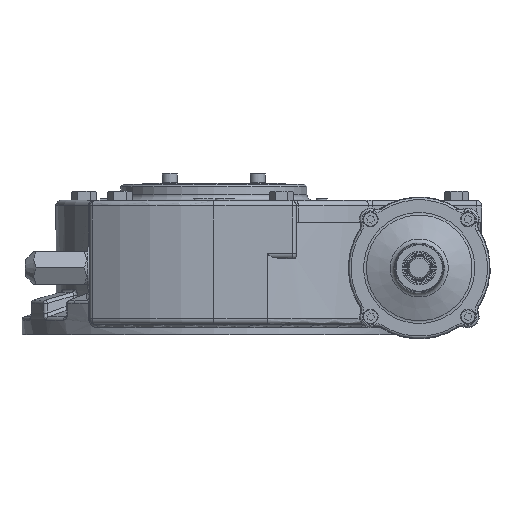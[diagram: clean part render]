
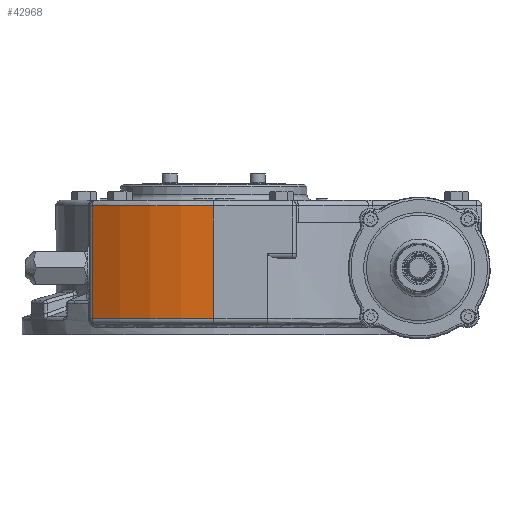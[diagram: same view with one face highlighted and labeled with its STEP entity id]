
A CAD part, left-side view. The second image highlights one B-rep face of the part: STEP entity #42968.
In plain terms, the highlighted cylindrical face has radius 185 mm (diameter 370 mm), a partial arc.
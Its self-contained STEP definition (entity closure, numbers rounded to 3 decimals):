
#342=CIRCLE('',#44899,185.);
#343=CIRCLE('',#44900,185.);
#850=CYLINDRICAL_SURFACE('',#44898,185.);
#1356=LINE('',#57554,#4036);
#1357=LINE('',#57558,#4037);
#4036=VECTOR('',#47510,1000.);
#4037=VECTOR('',#47513,1000.);
#7242=ORIENTED_EDGE('',*,*,#16202,.T.);
#7243=ORIENTED_EDGE('',*,*,#16203,.T.);
#7244=ORIENTED_EDGE('',*,*,#16204,.F.);
#7245=ORIENTED_EDGE('',*,*,#16205,.T.);
#16202=EDGE_CURVE('',#20681,#20682,#1356,.T.);
#16203=EDGE_CURVE('',#20682,#20683,#342,.F.);
#16204=EDGE_CURVE('',#20684,#20683,#1357,.T.);
#16205=EDGE_CURVE('',#20684,#20681,#343,.F.);
#20681=VERTEX_POINT('',#57551);
#20682=VERTEX_POINT('',#57555);
#20683=VERTEX_POINT('',#57557);
#20684=VERTEX_POINT('',#57559);
#24417=EDGE_LOOP('',(#7242,#7243,#7244,#7245));
#26656=FACE_BOUND('',#24417,.T.);
#42968=ADVANCED_FACE('',(#26656),#850,.T.);
#44898=AXIS2_PLACEMENT_3D('',#57553,#47508,#47509);
#44899=AXIS2_PLACEMENT_3D('',#57556,#47511,#47512);
#44900=AXIS2_PLACEMENT_3D('',#57560,#47514,#47515);
#47508=DIRECTION('',(0.,0.,-1.));
#47509=DIRECTION('',(-1.,0.,0.));
#47510=DIRECTION('',(0.,0.,-1.));
#47511=DIRECTION('',(0.,0.,-1.));
#47512=DIRECTION('',(-1.,0.,0.));
#47513=DIRECTION('',(0.,0.,-1.));
#47514=DIRECTION('',(0.,0.,1.));
#47515=DIRECTION('',(1.,0.,0.));
#57551=CARTESIAN_POINT('',(-150.263,107.917,117.));
#57553=CARTESIAN_POINT('',(0.,0.,122.));
#57554=CARTESIAN_POINT('',(-150.263,107.917,122.));
#57555=CARTESIAN_POINT('',(-150.263,107.917,17.));
#57556=CARTESIAN_POINT('',(0.,0.,17.));
#57557=CARTESIAN_POINT('',(-185.,0.,17.));
#57558=CARTESIAN_POINT('',(-185.,0.,122.));
#57559=CARTESIAN_POINT('',(-185.,0.,117.));
#57560=CARTESIAN_POINT('',(0.,0.,117.));
